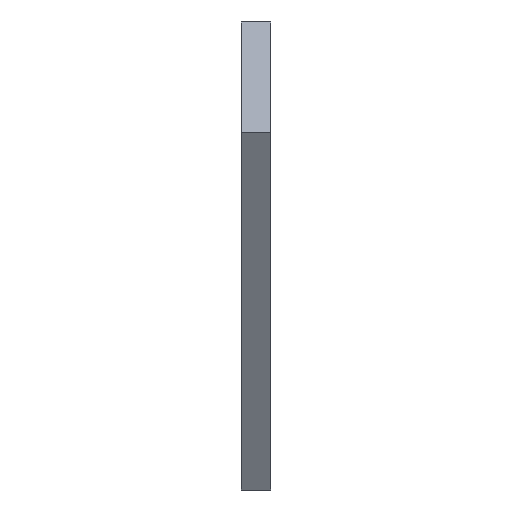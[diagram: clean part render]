
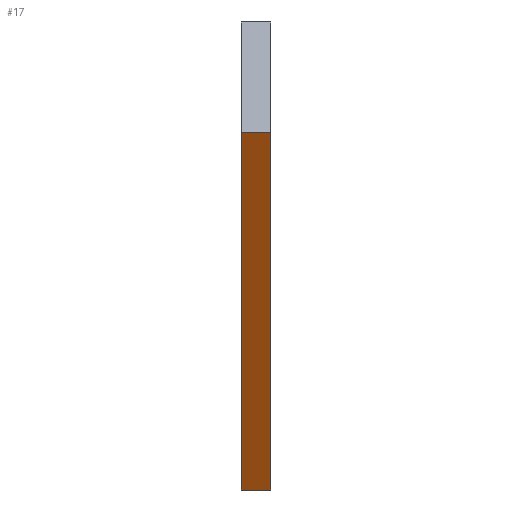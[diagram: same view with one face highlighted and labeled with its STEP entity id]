
A CAD part, left-side view. The second image highlights one B-rep face of the part: STEP entity #17.
In plain terms, the highlighted planar face has unit normal (-0.866, 0, -0.5).
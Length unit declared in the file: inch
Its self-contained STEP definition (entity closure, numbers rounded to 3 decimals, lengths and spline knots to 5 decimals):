
#17 = ADVANCED_FACE ( 'NONE', ( #934 ), #304, .F. ) ;
#39 = VERTEX_POINT ( 'NONE', #202 ) ;
#40 = VERTEX_POINT ( 'NONE', #201 ) ;
#42 = VERTEX_POINT ( 'NONE', #199 ) ;
#48 = VERTEX_POINT ( 'NONE', #194 ) ;
#194 = CARTESIAN_POINT ( 'NONE',  ( -0.81261, 0.375, -3.5 ) ) ;
#199 = CARTESIAN_POINT ( 'NONE',  ( -3.43739, 0.375, 1.04626 ) ) ;
#201 = CARTESIAN_POINT ( 'NONE',  ( -3.43739, 0., 1.04626 ) ) ;
#202 = CARTESIAN_POINT ( 'NONE',  ( -0.81261, 0., -3.5 ) ) ;
#272 = DIRECTION ( 'NONE',  ( 0., -1., 0. ) ) ;
#274 = CARTESIAN_POINT ( 'NONE',  ( -0.81261, 0.375, -3.5 ) ) ;
#283 = DIRECTION ( 'NONE',  ( 0., -1., 0. ) ) ;
#284 = CARTESIAN_POINT ( 'NONE',  ( -3.43739, 0.375, 1.04626 ) ) ;
#295 = DIRECTION ( 'NONE',  ( 0.5, 0., -0.866 ) ) ;
#298 = DIRECTION ( 'NONE',  ( 0.866, 0., 0.5 ) ) ;
#301 = CARTESIAN_POINT ( 'NONE',  ( -0.81261, 0.375, -3.5 ) ) ;
#303 = DIRECTION ( 'NONE',  ( -0.5, 0., 0.866 ) ) ;
#304 = PLANE ( 'NONE',  #552 ) ;
#305 = CARTESIAN_POINT ( 'NONE',  ( -0.81261, 0., -3.5 ) ) ;
#353 = DIRECTION ( 'NONE',  ( -0.5, 0., 0.866 ) ) ;
#354 = CARTESIAN_POINT ( 'NONE',  ( -0.81261, 0.375, -3.5 ) ) ;
#552 = AXIS2_PLACEMENT_3D ( 'NONE', #301, #298, #295 ) ;
#628 = EDGE_CURVE ( 'NONE', #48, #42, #801, .T. ) ;
#641 = EDGE_CURVE ( 'NONE', #39, #40, #786, .T. ) ;
#648 = EDGE_CURVE ( 'NONE', #42, #40, #773, .T. ) ;
#652 = EDGE_CURVE ( 'NONE', #48, #39, #765, .T. ) ;
#664 = ORIENTED_EDGE ( 'NONE', *, *, #628, .F. ) ;
#668 = ORIENTED_EDGE ( 'NONE', *, *, #652, .T. ) ;
#671 = ORIENTED_EDGE ( 'NONE', *, *, #648, .F. ) ;
#747 = ORIENTED_EDGE ( 'NONE', *, *, #641, .T. ) ;
#764 = VECTOR ( 'NONE', #272, 39.37008 ) ;
#765 = LINE ( 'NONE', #274, #764 ) ;
#772 = VECTOR ( 'NONE', #283, 39.37008 ) ;
#773 = LINE ( 'NONE', #284, #772 ) ;
#785 = VECTOR ( 'NONE', #303, 39.37008 ) ;
#786 = LINE ( 'NONE', #305, #785 ) ;
#800 = VECTOR ( 'NONE', #353, 39.37008 ) ;
#801 = LINE ( 'NONE', #354, #800 ) ;
#934 = FACE_OUTER_BOUND ( 'NONE', #1032, .T. ) ;
#1032 = EDGE_LOOP ( 'NONE', ( #747, #671, #664, #668 ) ) ;
